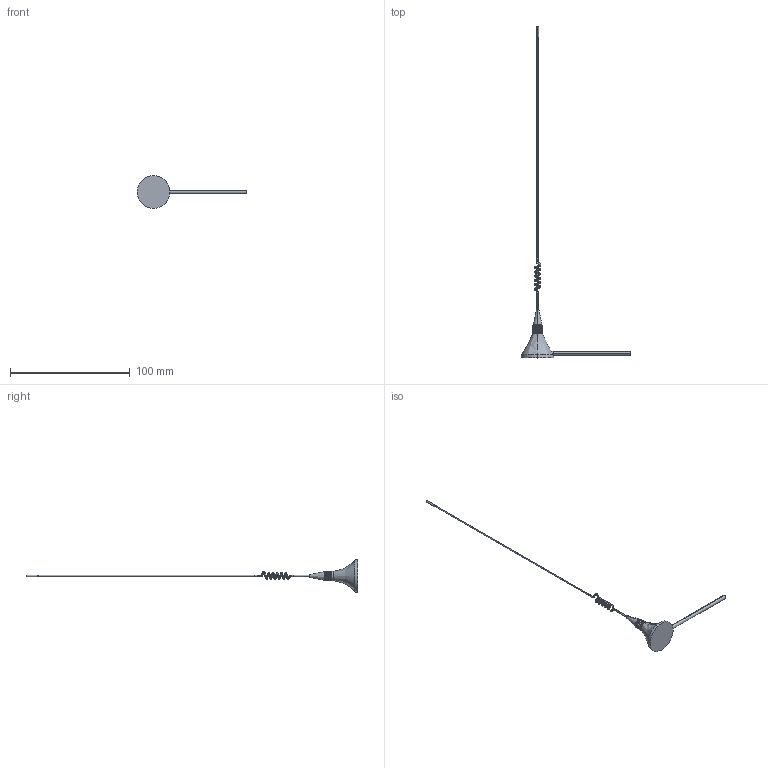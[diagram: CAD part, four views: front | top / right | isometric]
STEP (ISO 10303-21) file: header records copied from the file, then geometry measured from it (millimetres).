
FILE_DESCRIPTION (( 'STEP AP214' ), '1' );
FILE_NAME ('FM51027_3D.step', '2023-01-17T20:51:19', ( '' ), ( '' ), 'SwSTEP 2.0', 'SolidWorks 2022', '' );
FILE_SCHEMA (( 'AUTOMOTIVE_DESIGN' ));
Length unit declared in the file: inch
Products named in the file (1): FM51027_3D
Bounding box: 91.31 x 276.86 x 27.18 mm (x, y, z)
Volume: 6541.7 mm3; surface area: 3949.6 mm2
Topology: 1 solids, 1 shells, 105 faces, 266 edges, 168 vertices
Faces by surface type: cylinder 67, bspline 20, plane 10, torus 4, cone 4
Entity records: 7188 total; most frequent: CARTESIAN_POINT 4659, DIRECTION 546, ORIENTED_EDGE 532, EDGE_CURVE 266, AXIS2_PLACEMENT_3D 237, VERTEX_POINT 168, CIRCLE 151, EDGE_LOOP 110
